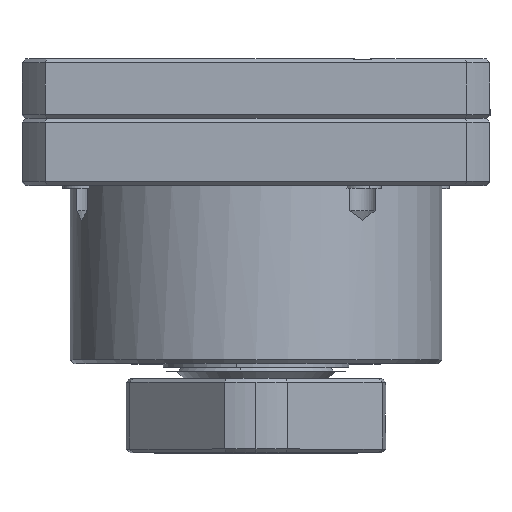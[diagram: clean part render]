
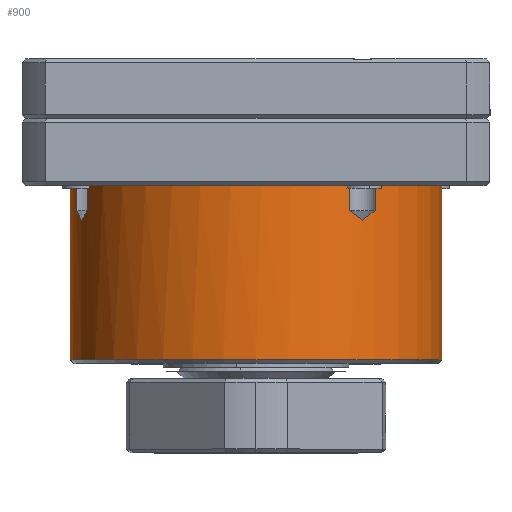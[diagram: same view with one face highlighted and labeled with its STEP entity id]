
A CAD part, top view. The second image highlights one B-rep face of the part: STEP entity #900.
In plain terms, the highlighted cylindrical face has radius 25 mm (diameter 50 mm), a partial arc.
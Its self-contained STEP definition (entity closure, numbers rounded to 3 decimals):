
#82 = EDGE_CURVE ( 'NONE', #2380, #3682, #2411, .T. ) ;
#338 = CARTESIAN_POINT ( 'NONE',  ( -22.671, 20.6, 10.537 ) ) ;
#358 = VERTEX_POINT ( 'NONE', #5405 ) ;
#477 = CARTESIAN_POINT ( 'NONE',  ( -24.14, 20.6, 6.5 ) ) ;
#603 = VERTEX_POINT ( 'NONE', #477 ) ;
#622 = CARTESIAN_POINT ( 'NONE',  ( -22.671, 20.6, 10.537 ) ) ;
#662 = B_SPLINE_CURVE_WITH_KNOTS ( 'NONE', 3,
 ( #2835, #6442, #4079, #338 ),
 .UNSPECIFIED., .F., .F.,
 ( 4, 4 ),
 ( 0., 0.003 ),
 .UNSPECIFIED. ) ;
#812 = VECTOR ( 'NONE', #5132, 1000. ) ;
#900 = ADVANCED_FACE ( 'NONE', ( #4149 ), #3664, .T. ) ;
#1024 = CARTESIAN_POINT ( 'NONE',  ( -23.492, 19.308, 8.551 ) ) ;
#1189 = CARTESIAN_POINT ( 'NONE',  ( -23.954, 20.17, 7.192 ) ) ;
#1224 = CARTESIAN_POINT ( 'NONE',  ( -24.14, 26.8, 6.5 ) ) ;
#1257 = DIRECTION ( 'NONE',  ( 0., -1., 0. ) ) ;
#1315 = VECTOR ( 'NONE', #2637, 1000. ) ;
#1497 = ORIENTED_EDGE ( 'NONE', *, *, #6698, .T. ) ;
#1594 = CARTESIAN_POINT ( 'NONE',  ( 16.046, 20.6, 19.171 ) ) ;
#1651 = DIRECTION ( 'NONE',  ( 0., -1., 0. ) ) ;
#1809 = CARTESIAN_POINT ( 'NONE',  ( 14.339, 19.308, 20.479 ) ) ;
#1867 = CARTESIAN_POINT ( 'NONE',  ( 14.339, 19.308, 20.479 ) ) ;
#1925 = CARTESIAN_POINT ( 'NONE',  ( -22.671, 24., 10.537 ) ) ;
#1942 = CARTESIAN_POINT ( 'NONE',  ( -25., 0.5, 0. ) ) ;
#1953 = EDGE_CURVE ( 'NONE', #5336, #7418, #2589, .T. ) ;
#1977 = EDGE_CURVE ( 'NONE', #3134, #7418, #5260, .T. ) ;
#2082 = ORIENTED_EDGE ( 'NONE', *, *, #3131, .F. ) ;
#2204 = VECTOR ( 'NONE', #2451, 1000. ) ;
#2268 = ORIENTED_EDGE ( 'NONE', *, *, #2483, .F. ) ;
#2274 = ORIENTED_EDGE ( 'NONE', *, *, #5955, .T. ) ;
#2290 = VERTEX_POINT ( 'NONE', #1594 ) ;
#2335 = EDGE_LOOP ( 'NONE', ( #7792, #2274, #3528, #3438, #1497, #7702, #2082, #2268, #4199, #3977, #7677, #7476, #7394, #5696 ) ) ;
#2338 = EDGE_CURVE ( 'NONE', #2999, #4291, #4605, .T. ) ;
#2380 = VERTEX_POINT ( 'NONE', #6682 ) ;
#2406 = CARTESIAN_POINT ( 'NONE',  ( 25., 0., 0. ) ) ;
#2411 = CIRCLE ( 'NONE', #7632, 25. ) ;
#2451 = DIRECTION ( 'NONE',  ( 0., -1., 0. ) ) ;
#2457 = LINE ( 'NONE', #2671, #812 ) ;
#2458 = CARTESIAN_POINT ( 'NONE',  ( 13.753, 19.739, 20.89 ) ) ;
#2483 = EDGE_CURVE ( 'NONE', #358, #3924, #7735, .T. ) ;
#2589 = CIRCLE ( 'NONE', #5236, 25. ) ;
#2637 = DIRECTION ( 'NONE',  ( 0., 1., 0. ) ) ;
#2671 = CARTESIAN_POINT ( 'NONE',  ( -25., 0., 0. ) ) ;
#2705 = CARTESIAN_POINT ( 'NONE',  ( 25., 0.5, 0. ) ) ;
#2736 = EDGE_CURVE ( 'NONE', #7885, #358, #4798, .T. ) ;
#2835 = CARTESIAN_POINT ( 'NONE',  ( -23.492, 19.308, 8.551 ) ) ;
#2999 = VERTEX_POINT ( 'NONE', #622 ) ;
#3009 = EDGE_CURVE ( 'NONE', #2380, #603, #6479, .T. ) ;
#3085 = DIRECTION ( 'NONE',  ( 1., 0., 0. ) ) ;
#3114 = DIRECTION ( 'NONE',  ( 0., 1., 0. ) ) ;
#3121 = CARTESIAN_POINT ( 'NONE',  ( 13.147, 20.17, 21.276 ) ) ;
#3131 = EDGE_CURVE ( 'NONE', #3924, #2290, #5329, .T. ) ;
#3134 = VERTEX_POINT ( 'NONE', #6330 ) ;
#3135 = CARTESIAN_POINT ( 'NONE',  ( 0., 0.5, 0. ) ) ;
#3183 = CARTESIAN_POINT ( 'NONE',  ( 0., 24., 0. ) ) ;
#3382 = AXIS2_PLACEMENT_3D ( 'NONE', #3964, #3792, #3847 ) ;
#3438 = ORIENTED_EDGE ( 'NONE', *, *, #1977, .F. ) ;
#3479 = CIRCLE ( 'NONE', #6970, 25. ) ;
#3528 = ORIENTED_EDGE ( 'NONE', *, *, #1953, .T. ) ;
#3664 = CYLINDRICAL_SURFACE ( 'NONE', #3382, 25. ) ;
#3682 = VERTEX_POINT ( 'NONE', #4276 ) ;
#3685 = CARTESIAN_POINT ( 'NONE',  ( -23.492, 19.308, 8.551 ) ) ;
#3702 = CARTESIAN_POINT ( 'NONE',  ( 12.527, 20.6, 21.635 ) ) ;
#3792 = DIRECTION ( 'NONE',  ( 0., -1., 0. ) ) ;
#3800 = DIRECTION ( 'NONE',  ( 1., 0., 0. ) ) ;
#3847 = DIRECTION ( 'NONE',  ( 1., 0., 0. ) ) ;
#3924 = VERTEX_POINT ( 'NONE', #1809 ) ;
#3962 = CARTESIAN_POINT ( 'NONE',  ( 12.527, 26.8, 21.635 ) ) ;
#3964 = CARTESIAN_POINT ( 'NONE',  ( 0., 0., 0. ) ) ;
#3977 = ORIENTED_EDGE ( 'NONE', *, *, #7887, .T. ) ;
#4011 = EDGE_CURVE ( 'NONE', #2290, #6289, #6845, .T. ) ;
#4079 = CARTESIAN_POINT ( 'NONE',  ( -22.973, 20.17, 9.888 ) ) ;
#4149 = FACE_OUTER_BOUND ( 'NONE', #2335, .T. ) ;
#4199 = ORIENTED_EDGE ( 'NONE', *, *, #2736, .F. ) ;
#4276 = CARTESIAN_POINT ( 'NONE',  ( -25., 24., 0. ) ) ;
#4291 = VERTEX_POINT ( 'NONE', #1925 ) ;
#4563 = B_SPLINE_CURVE_WITH_KNOTS ( 'NONE', 3,
 ( #6082, #1189, #7301, #3685 ),
 .UNSPECIFIED., .F., .F.,
 ( 4, 4 ),
 ( 0.002, 0.004 ),
 .UNSPECIFIED. ) ;
#4605 = LINE ( 'NONE', #4612, #1315 ) ;
#4612 = CARTESIAN_POINT ( 'NONE',  ( -22.671, 26.8, 10.537 ) ) ;
#4798 = LINE ( 'NONE', #3962, #6396 ) ;
#4938 = CARTESIAN_POINT ( 'NONE',  ( 0., 24., 0. ) ) ;
#5132 = DIRECTION ( 'NONE',  ( 0., -1., 0. ) ) ;
#5236 = AXIS2_PLACEMENT_3D ( 'NONE', #3135, #3114, #3085 ) ;
#5260 = LINE ( 'NONE', #2406, #2204 ) ;
#5329 = B_SPLINE_CURVE_WITH_KNOTS ( 'NONE', 3,
 ( #6431, #6487, #6225, #6185 ),
 .UNSPECIFIED., .F., .F.,
 ( 4, 4 ),
 ( 0., 0.003 ),
 .UNSPECIFIED. ) ;
#5336 = VERTEX_POINT ( 'NONE', #1942 ) ;
#5405 = CARTESIAN_POINT ( 'NONE',  ( 12.527, 20.6, 21.635 ) ) ;
#5487 = EDGE_CURVE ( 'NONE', #6480, #2999, #662, .T. ) ;
#5535 = DIRECTION ( 'NONE',  ( 1., 0., 0. ) ) ;
#5585 = CARTESIAN_POINT ( 'NONE',  ( 12.527, 24., 21.635 ) ) ;
#5629 = CIRCLE ( 'NONE', #7026, 25. ) ;
#5696 = ORIENTED_EDGE ( 'NONE', *, *, #3009, .F. ) ;
#5955 = EDGE_CURVE ( 'NONE', #3682, #5336, #2457, .T. ) ;
#6082 = CARTESIAN_POINT ( 'NONE',  ( -24.14, 20.6, 6.5 ) ) ;
#6185 = CARTESIAN_POINT ( 'NONE',  ( 16.046, 20.6, 19.171 ) ) ;
#6225 = CARTESIAN_POINT ( 'NONE',  ( 15.496, 20.17, 19.631 ) ) ;
#6289 = VERTEX_POINT ( 'NONE', #6928 ) ;
#6330 = CARTESIAN_POINT ( 'NONE',  ( 25., 24., 0. ) ) ;
#6396 = VECTOR ( 'NONE', #7262, 1000. ) ;
#6431 = CARTESIAN_POINT ( 'NONE',  ( 14.339, 19.308, 20.479 ) ) ;
#6442 = CARTESIAN_POINT ( 'NONE',  ( -23.247, 19.739, 9.224 ) ) ;
#6479 = LINE ( 'NONE', #1224, #7912 ) ;
#6480 = VERTEX_POINT ( 'NONE', #1024 ) ;
#6487 = CARTESIAN_POINT ( 'NONE',  ( 14.927, 19.739, 20.067 ) ) ;
#6646 = VECTOR ( 'NONE', #6835, 1000. ) ;
#6682 = CARTESIAN_POINT ( 'NONE',  ( -24.14, 24., 6.5 ) ) ;
#6698 = EDGE_CURVE ( 'NONE', #3134, #6289, #3479, .T. ) ;
#6835 = DIRECTION ( 'NONE',  ( 0., 1., 0. ) ) ;
#6845 = LINE ( 'NONE', #6923, #6646 ) ;
#6923 = CARTESIAN_POINT ( 'NONE',  ( 16.046, 26.8, 19.171 ) ) ;
#6928 = CARTESIAN_POINT ( 'NONE',  ( 16.046, 24., 19.171 ) ) ;
#6970 = AXIS2_PLACEMENT_3D ( 'NONE', #4938, #1257, #5535 ) ;
#7026 = AXIS2_PLACEMENT_3D ( 'NONE', #3183, #7410, #3800 ) ;
#7191 = CARTESIAN_POINT ( 'NONE',  ( 0., 24., 0. ) ) ;
#7262 = DIRECTION ( 'NONE',  ( 0., -1., 0. ) ) ;
#7301 = CARTESIAN_POINT ( 'NONE',  ( -23.737, 19.739, 7.877 ) ) ;
#7394 = ORIENTED_EDGE ( 'NONE', *, *, #7789, .F. ) ;
#7410 = DIRECTION ( 'NONE',  ( 0., -1., 0. ) ) ;
#7418 = VERTEX_POINT ( 'NONE', #2705 ) ;
#7476 = ORIENTED_EDGE ( 'NONE', *, *, #5487, .F. ) ;
#7575 = DIRECTION ( 'NONE',  ( 1., 0., 0. ) ) ;
#7596 = DIRECTION ( 'NONE',  ( 0., -1., 0. ) ) ;
#7632 = AXIS2_PLACEMENT_3D ( 'NONE', #7191, #7596, #7575 ) ;
#7677 = ORIENTED_EDGE ( 'NONE', *, *, #2338, .F. ) ;
#7702 = ORIENTED_EDGE ( 'NONE', *, *, #4011, .F. ) ;
#7735 = B_SPLINE_CURVE_WITH_KNOTS ( 'NONE', 3,
 ( #3702, #3121, #2458, #1867 ),
 .UNSPECIFIED., .F., .F.,
 ( 4, 4 ),
 ( 0.002, 0.004 ),
 .UNSPECIFIED. ) ;
#7789 = EDGE_CURVE ( 'NONE', #603, #6480, #4563, .T. ) ;
#7792 = ORIENTED_EDGE ( 'NONE', *, *, #82, .T. ) ;
#7885 = VERTEX_POINT ( 'NONE', #5585 ) ;
#7887 = EDGE_CURVE ( 'NONE', #7885, #4291, #5629, .T. ) ;
#7912 = VECTOR ( 'NONE', #1651, 1000. ) ;
